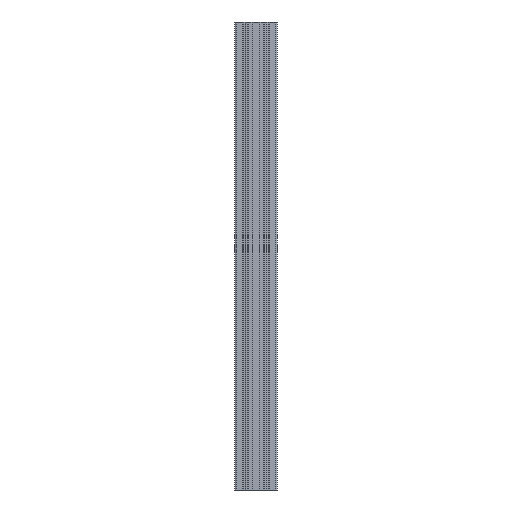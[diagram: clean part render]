
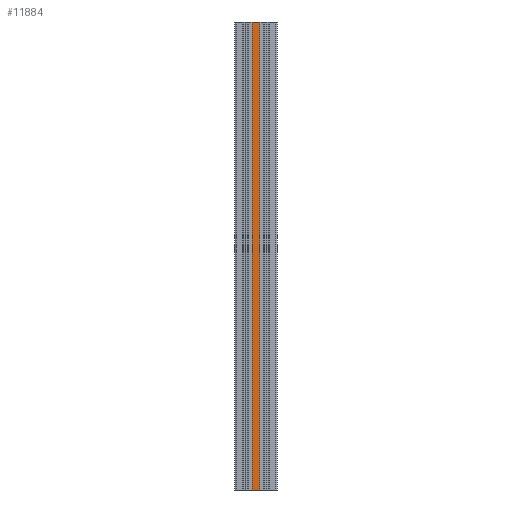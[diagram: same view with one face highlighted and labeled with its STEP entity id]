
A CAD part, left-side view. The second image highlights one B-rep face of the part: STEP entity #11884.
In plain terms, the highlighted planar face has unit normal (-1, 0, 0).
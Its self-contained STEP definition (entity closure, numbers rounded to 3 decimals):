
#370 = CARTESIAN_POINT ( 'NONE',  ( -44.25, -8., 1000. ) ) ;
#3255 = CARTESIAN_POINT ( 'NONE',  ( -44.25, 8., 0. ) ) ;
#4672 = LINE ( 'NONE', #3255, #9689 ) ;
#5511 = DIRECTION ( 'NONE',  ( 0., -1., 0. ) ) ;
#5614 = VECTOR ( 'NONE', #25150, 1000. ) ;
#5693 = VECTOR ( 'NONE', #14074, 1000. ) ;
#7299 = ORIENTED_EDGE ( 'NONE', *, *, #9363, .F. ) ;
#7442 = LINE ( 'NONE', #21836, #20827 ) ;
#9052 = EDGE_LOOP ( 'NONE', ( #28046, #12138, #7299, #9472 ) ) ;
#9363 = EDGE_CURVE ( 'NONE', #21954, #25939, #7442, .T. ) ;
#9472 = ORIENTED_EDGE ( 'NONE', *, *, #17174, .T. ) ;
#9503 = FACE_OUTER_BOUND ( 'NONE', #9052, .T. ) ;
#9689 = VECTOR ( 'NONE', #23382, 1000. ) ;
#10189 = EDGE_CURVE ( 'NONE', #25939, #17041, #14695, .T. ) ;
#11555 = CARTESIAN_POINT ( 'NONE',  ( -44.25, 8., 1000. ) ) ;
#11884 = ADVANCED_FACE ( 'NONE', ( #9503 ), #21431, .F. ) ;
#12138 = ORIENTED_EDGE ( 'NONE', *, *, #10189, .F. ) ;
#12460 = AXIS2_PLACEMENT_3D ( 'NONE', #19405, #25926, #21707 ) ;
#14074 = DIRECTION ( 'NONE',  ( 0., 0., -1. ) ) ;
#14549 = CARTESIAN_POINT ( 'NONE',  ( -44.25, -8., 0. ) ) ;
#14695 = LINE ( 'NONE', #18271, #5614 ) ;
#16433 = CARTESIAN_POINT ( 'NONE',  ( -44.25, 8., 1000. ) ) ;
#17041 = VERTEX_POINT ( 'NONE', #14549 ) ;
#17174 = EDGE_CURVE ( 'NONE', #21954, #17679, #28126, .T. ) ;
#17679 = VERTEX_POINT ( 'NONE', #20732 ) ;
#18271 = CARTESIAN_POINT ( 'NONE',  ( -44.25, -8., 1000. ) ) ;
#19405 = CARTESIAN_POINT ( 'NONE',  ( -44.25, 8., 1000. ) ) ;
#20732 = CARTESIAN_POINT ( 'NONE',  ( -44.25, 8., 0. ) ) ;
#20827 = VECTOR ( 'NONE', #5511, 1000. ) ;
#21431 = PLANE ( 'NONE',  #12460 ) ;
#21707 = DIRECTION ( 'NONE',  ( 0., 0., -1. ) ) ;
#21836 = CARTESIAN_POINT ( 'NONE',  ( -44.25, 8., 1000. ) ) ;
#21954 = VERTEX_POINT ( 'NONE', #16433 ) ;
#23382 = DIRECTION ( 'NONE',  ( 0., -1., 0. ) ) ;
#25150 = DIRECTION ( 'NONE',  ( 0., 0., -1. ) ) ;
#25926 = DIRECTION ( 'NONE',  ( 1., 0., 0. ) ) ;
#25939 = VERTEX_POINT ( 'NONE', #370 ) ;
#27431 = EDGE_CURVE ( 'NONE', #17679, #17041, #4672, .T. ) ;
#28046 = ORIENTED_EDGE ( 'NONE', *, *, #27431, .T. ) ;
#28126 = LINE ( 'NONE', #11555, #5693 ) ;
